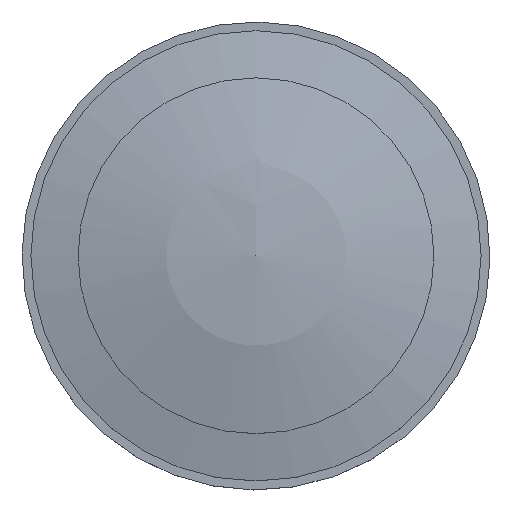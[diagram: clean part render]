
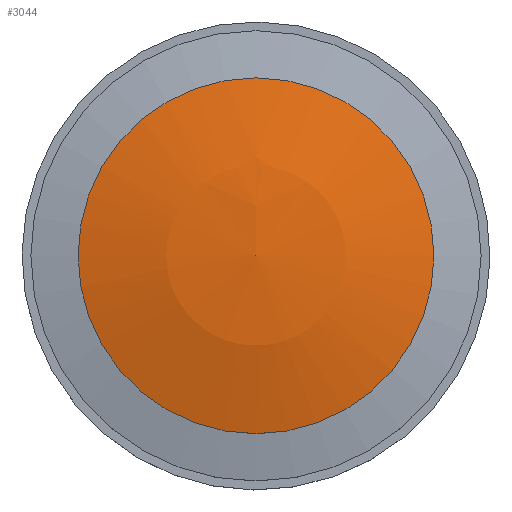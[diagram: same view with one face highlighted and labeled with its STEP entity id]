
A CAD part, top view. The second image highlights one B-rep face of the part: STEP entity #3044.
In plain terms, the highlighted spherical face has radius 40.8 mm.
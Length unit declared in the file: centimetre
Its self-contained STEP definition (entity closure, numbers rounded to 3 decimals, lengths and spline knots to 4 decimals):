
#27=SPHERICAL_SURFACE($,#3276,4.08);
#37=FACE_BOUND($,#427,.T.);
#427=EDGE_LOOP($,(#2217));
#669=CIRCLE($,#3275,1.1025);
#1411=VERTEX_POINT($,#4817);
#1735=EDGE_CURVE($,#1411,#1411,#669,.T.);
#2217=ORIENTED_EDGE($,*,*,#1735,.T.);
#3044=ADVANCED_FACE($,(#37),#27,.T.);
#3275=AXIS2_PLACEMENT_3D($,#4818,#3740,#3741);
#3276=AXIS2_PLACEMENT_3D($,#4819,#3742,#3743);
#3740=DIRECTION('center_axis',(0.,0.,
1.));
#3741=DIRECTION('ref_axis',(0.,-1.,0.));
#3742=DIRECTION('center_axis',(0.,0.,
1.));
#3743=DIRECTION('ref_axis',(0.,1.,0.));
#4817=CARTESIAN_POINT('',(0.976,0.0365,1.6246));
#4818=CARTESIAN_POINT('Origin',(0.976,1.139,1.6246));
#4819=CARTESIAN_POINT('Origin',(0.976,1.139,-2.3036));
